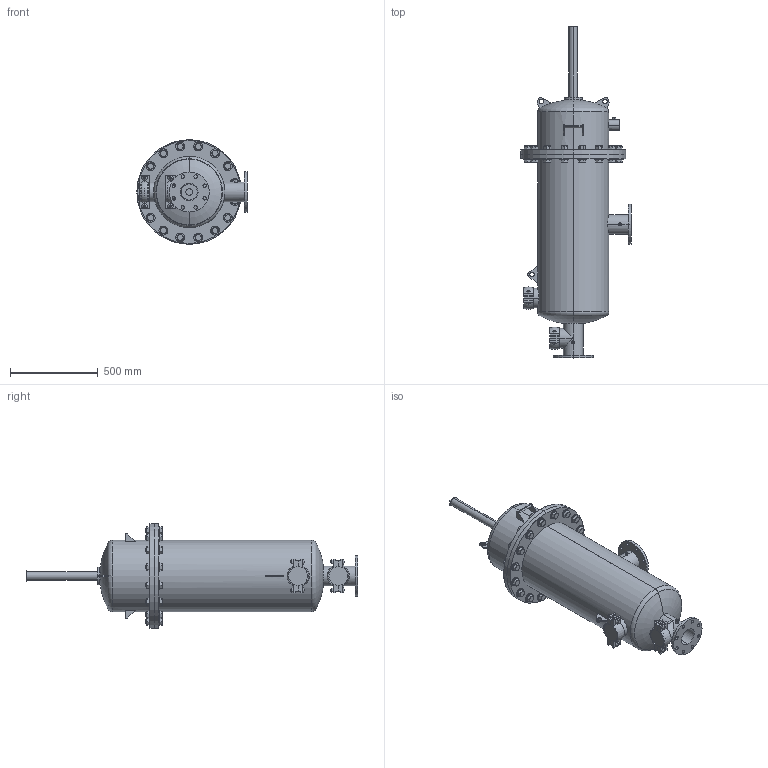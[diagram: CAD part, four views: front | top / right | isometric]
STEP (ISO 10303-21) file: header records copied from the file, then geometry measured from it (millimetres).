
FILE_DESCRIPTION (( 'STEP AP203' ), '1' );
FILE_NAME ('F4-90.STEP', '2020-09-25T10:43:17', ( '' ), ( '' ), 'SwSTEP 2.0', 'SolidWorks 2018', '' );
FILE_SCHEMA (( 'CONFIG_CONTROL_DESIGN' ));
Length unit declared in the file: inch
Products named in the file (1): F4-90
Bounding box: 628.65 x 1892.97 x 596.9 mm (x, y, z)
Volume: 17416337.9 mm3; surface area: 5223833.5 mm2
Topology: 30 solids, 30 shells, 1439 faces, 3235 edges, 2002 vertices
Faces by surface type: plane 521, cylinder 458, cone 432, torus 20, sphere 8
Entity records: 46021 total; most frequent: CARTESIAN_POINT 14320, DIRECTION 6551, ORIENTED_EDGE 6470, EDGE_CURVE 3235, AXIS2_PLACEMENT_3D 2810, VERTEX_POINT 2002, EDGE_LOOP 1729, ADVANCED_FACE 1439
